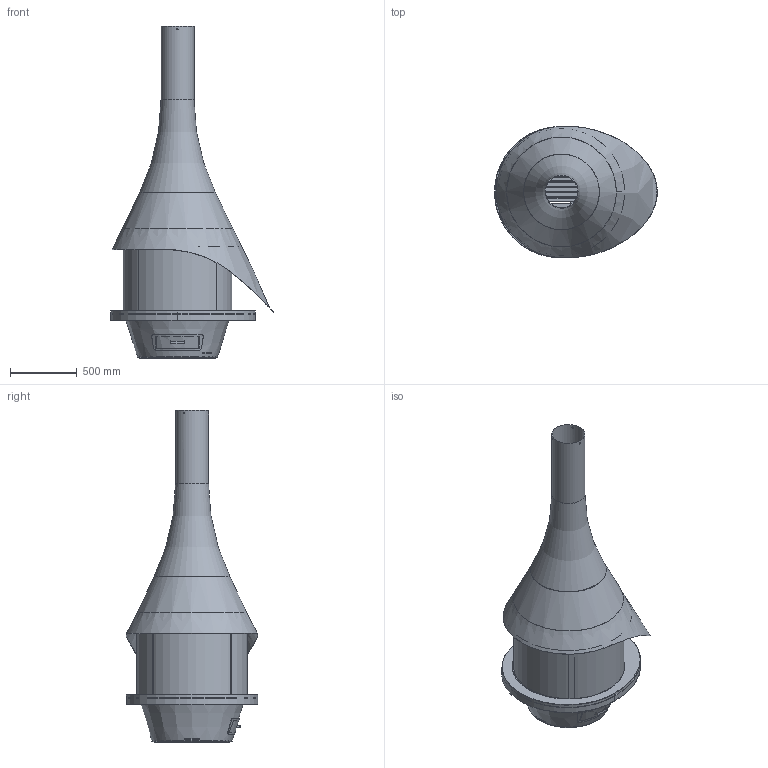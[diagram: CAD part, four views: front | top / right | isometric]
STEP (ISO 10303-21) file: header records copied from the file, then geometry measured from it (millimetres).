
FILE_DESCRIPTION(('STEP AP214'),'1');
FILE_NAME('.stp','2017-01-16T15:28:19',(' '),(' '),'Spatial InterOp 3D',' ',' ');
FILE_SCHEMA(('automotive_design'));
Length unit declared in the file: millimetre
Products named in the file (34): Hotte Base 993; Pièce 397; Pièce 398; Conduit  Ø 248; Vitre coulissante; Vitre fixe; Anneau cache vis; 913 Centrale Foyer Fermé; Ensemble socle 992 F.F; Cône repoussé; Palette A.A.F; Cône grille; Plateau briques; Rail repoussé; Poignée tiroir; Entourage plateau; Plateau tolé; Grille 992 C; demi grille 992 C 1; demi grille 992 C 2; Plot; Plot (Miroir); Cercle
Assembly tree (42 placements, depth 4):
  (unnamed)
    Hotte Base 993
    Pièce 397
    Pièce 398
    Conduit  Ø 248
    Vitre coulissante  x2
    Vitre fixe  x2
    Anneau cache vis
    Ensemble socle 992 F.F
      913 Centrale Foyer Fermé
        913 Centrale Foyer Fermé
        913 Centrale Foyer Fermé
        913 Centrale Foyer Fermé
        913 Centrale Foyer Fermé
        913 Centrale Foyer Fermé
        913 Centrale Foyer Fermé
        913 Centrale Foyer Fermé
        913 Centrale Foyer Fermé
        913 Centrale Foyer Fermé
        913 Centrale Foyer Fermé
      Cône repoussé
      Palette A.A.F
      Cône grille
      Plateau briques
      Rail repoussé
      Poignée tiroir
      Entourage plateau
      Plateau tolé
    Grille 992 C
      demi grille 992 C 1
      demi grille 992 C 2
      Plot  x4
      Plot (Miroir)  x4
      Cercle  x2
Bounding box: 1222.09 x 989.06 x 2494.79 mm (x, y, z)
Volume: 22720561.9 mm3; surface area: 15169708.1 mm2
Topology: 28 solids, 39 shells, 2881 faces, 7086 edges, 4107 vertices
Faces by surface type: bspline 1284, cylinder 586, plane 502, torus 326, cone 94, sphere 86, extrusion 3
Full cylindrical faces by diameter (mm): 6 x1, 7.2 x4, 10 x3, 243 x1, 248 x1, 560 x1, 565 x1, 571 x1, 612.727 x1, 816 x1, 820 x1, 844 x1, 848 x2, 860 x1
Entity records: 144354 total; most frequent: CARTESIAN_POINT 65136, ORIENTED_EDGE 13320, DIRECTION 9578, EDGE_CURVE 6698, AXIS2_PLACEMENT_3D 4083, VERTEX_POINT 4005, EDGE_LOOP 3008, FACE_OUTER_BOUND 2852
